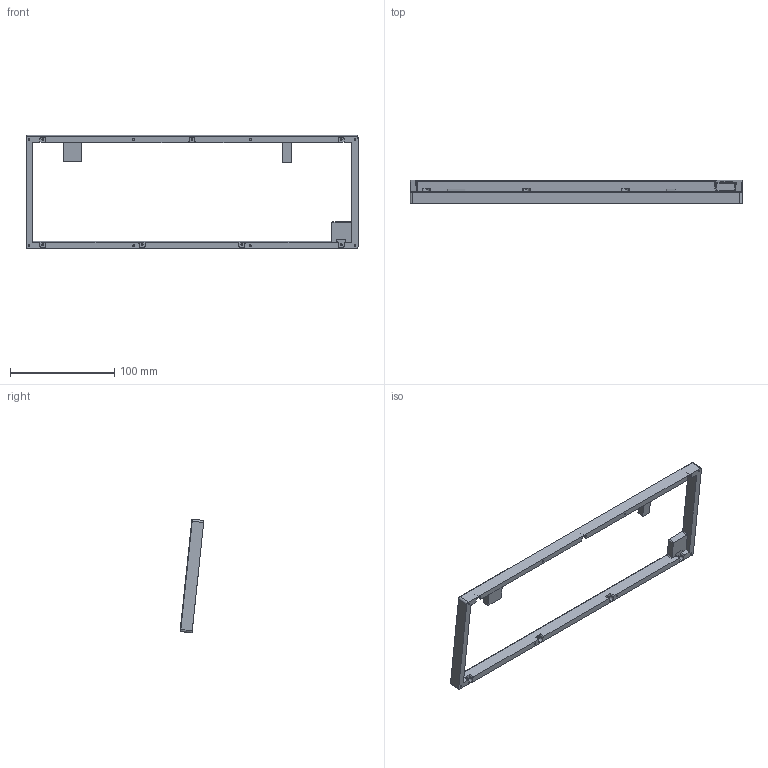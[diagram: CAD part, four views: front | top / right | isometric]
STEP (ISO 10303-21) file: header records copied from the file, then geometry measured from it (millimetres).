
FILE_DESCRIPTION(/* description */ (''),/* implementation_level */ '2;1');
FILE_NAME(/* name */ 'top.step',/* time_stamp */ '2020-02-27T10:24:39+00:00',/* author */ (''),/* organization */ (''),/* preprocessor_version */ 'ST-DEVELOPER v18',/* originating_system */ 'Autodesk Translation Framework v8.12.0.6',/* authorisation */ '');
FILE_SCHEMA (('AUTOMOTIVE_DESIGN { 1 0 10303 214 3 1 1 }'));
Length unit declared in the file: millimetre
Products named in the file (1): design
Bounding box: 317.75 x 22.69 x 108.76 mm (x, y, z)
Volume: 61912.7 mm3; surface area: 31420.2 mm2
Topology: 1 solids, 1 shells, 195 faces, 493 edges, 317 vertices
Faces by surface type: plane 95, cylinder 60, bspline 23, cone 17
Full cylindrical faces by diameter (mm): 1.623 x15
Entity records: 6092 total; most frequent: CARTESIAN_POINT 1393, ORIENTED_EDGE 986, DIRECTION 932, EDGE_CURVE 493, VERTEX_POINT 317, AXIS2_PLACEMENT_3D 312, LINE 308, VECTOR 308
